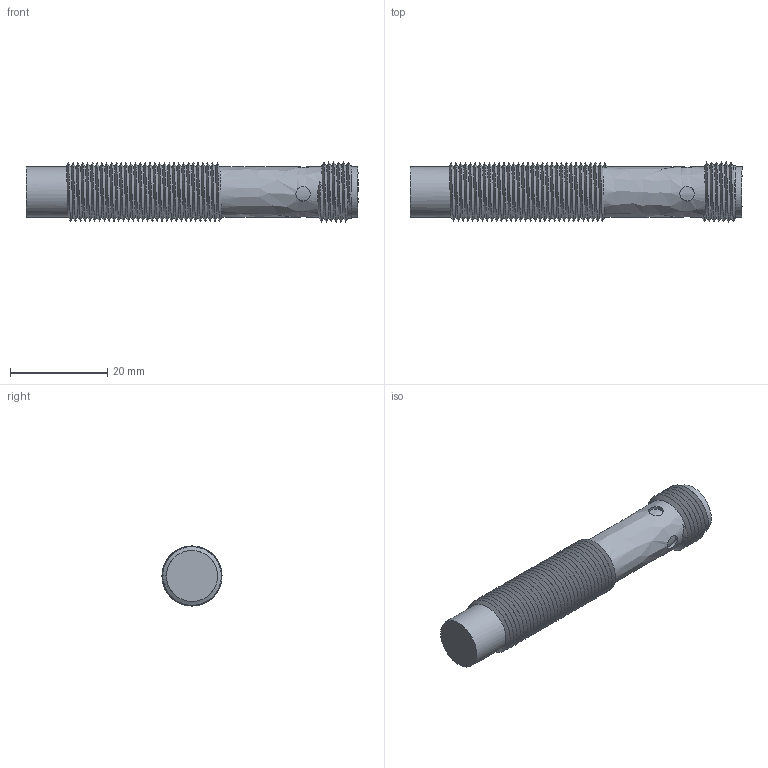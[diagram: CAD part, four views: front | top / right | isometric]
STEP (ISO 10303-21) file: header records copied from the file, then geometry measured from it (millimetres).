
FILE_DESCRIPTION( ('This file contains a STEP AP42 implementation' ,'as created by ZW3D STEP Interface translator.') ,'2;1' );
FILE_NAME( 'ECS2-1208X-XUL3.stp' ,'20 522.14 850', (''), ('ZWCAD Software Co.'), 'Version 1.0', 'ZW3D to STEP translator', '' );
FILE_SCHEMA(('AUTOMOTIVE_DESIGN'));
Length unit declared in the file: millimetre
Products named in the file (2): 0; ECS2-1208X-XUL3
Bounding box: 68.35 x 12.36 x 12.36 mm (x, y, z)
Volume: 6267.2 mm3; surface area: 3979.3 mm2
Topology: 1 solids, 4 shells, 83 faces, 213 edges, 136 vertices
Faces by surface type: bspline 83
Entity records: 4770 total; most frequent: CARTESIAN_POINT 3520, ORIENTED_EDGE 413, EDGE_CURVE 208, VERTEX_POINT 135, B_SPLINE_CURVE_WITH_KNOTS 98, EDGE_LOOP 87, FACE_OUTER_BOUND 82, ADVANCED_FACE 82
